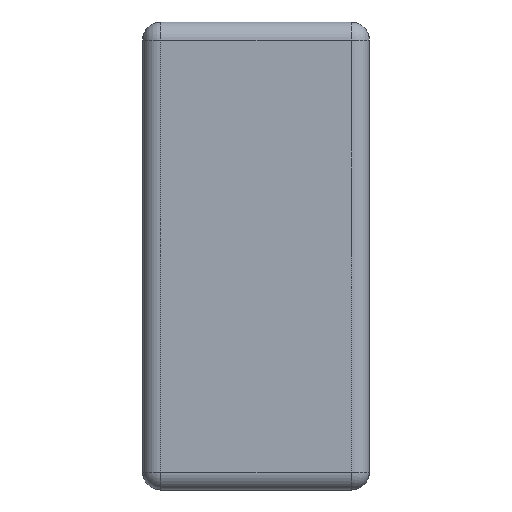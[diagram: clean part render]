
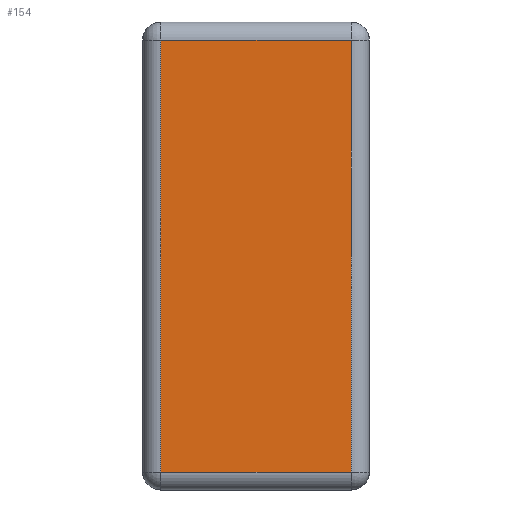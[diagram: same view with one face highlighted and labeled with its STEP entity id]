
A CAD part, left-side view. The second image highlights one B-rep face of the part: STEP entity #154.
In plain terms, the highlighted planar face has unit normal (-1, 0, 0).
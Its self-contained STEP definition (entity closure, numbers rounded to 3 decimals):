
#136 = EDGE_CURVE ( 'NONE', #212, #137, #738, .T. ) ;
#137 = VERTEX_POINT ( 'NONE', #734 ) ;
#138 = ORIENTED_EDGE ( 'NONE', *, *, #139, .T. ) ;
#139 = EDGE_CURVE ( 'NONE', #137, #158, #788, .T. ) ;
#154 = ADVANCED_FACE ( 'NONE', ( #836 ), #821, .F. ) ;
#155 = EDGE_LOOP ( 'NONE', ( #156, #210, #213, #138 ) ) ;
#156 = ORIENTED_EDGE ( 'NONE', *, *, #157, .T. ) ;
#157 = EDGE_CURVE ( 'NONE', #158, #209, #872, .T. ) ;
#158 = VERTEX_POINT ( 'NONE', #868 ) ;
#209 = VERTEX_POINT ( 'NONE', #1032 ) ;
#210 = ORIENTED_EDGE ( 'NONE', *, *, #211, .T. ) ;
#211 = EDGE_CURVE ( 'NONE', #209, #212, #1031, .T. ) ;
#212 = VERTEX_POINT ( 'NONE', #1027 ) ;
#213 = ORIENTED_EDGE ( 'NONE', *, *, #136, .T. ) ;
#734 = CARTESIAN_POINT ( 'NONE',  ( -1.25, 0.05, -0.6 ) ) ;
#735 = DIRECTION ( 'NONE',  ( 0., -1., 0. ) ) ;
#736 = VECTOR ( 'NONE', #735, 1000. ) ;
#737 = CARTESIAN_POINT ( 'NONE',  ( -1.25, 0.63, -0.6 ) ) ;
#738 = LINE ( 'NONE', #737, #736 ) ;
#785 = DIRECTION ( 'NONE',  ( 0., 0., 1. ) ) ;
#786 = VECTOR ( 'NONE', #785, 1000. ) ;
#787 = CARTESIAN_POINT ( 'NONE',  ( -1.25, 0.05, 0.65 ) ) ;
#788 = LINE ( 'NONE', #787, #786 ) ;
#817 = DIRECTION ( 'NONE',  ( 0., 0., -1. ) ) ;
#818 = DIRECTION ( 'NONE',  ( 1., 0., 0. ) ) ;
#819 = CARTESIAN_POINT ( 'NONE',  ( -1.25, 0.63, 0.65 ) ) ;
#820 = AXIS2_PLACEMENT_3D ( 'NONE', #819, #818, #817 ) ;
#821 = PLANE ( 'NONE',  #820 ) ;
#836 = FACE_OUTER_BOUND ( 'NONE', #155, .T. ) ;
#868 = CARTESIAN_POINT ( 'NONE',  ( -1.25, 0.05, 0.6 ) ) ;
#869 = DIRECTION ( 'NONE',  ( 0., 1., 0. ) ) ;
#870 = VECTOR ( 'NONE', #869, 1000. ) ;
#871 = CARTESIAN_POINT ( 'NONE',  ( -1.25, 0.63, 0.6 ) ) ;
#872 = LINE ( 'NONE', #871, #870 ) ;
#1027 = CARTESIAN_POINT ( 'NONE',  ( -1.25, 0.58, -0.6 ) ) ;
#1028 = DIRECTION ( 'NONE',  ( 0., 0., -1. ) ) ;
#1029 = VECTOR ( 'NONE', #1028, 1000. ) ;
#1030 = CARTESIAN_POINT ( 'NONE',  ( -1.25, 0.58, 0.65 ) ) ;
#1031 = LINE ( 'NONE', #1030, #1029 ) ;
#1032 = CARTESIAN_POINT ( 'NONE',  ( -1.25, 0.58, 0.6 ) ) ;
